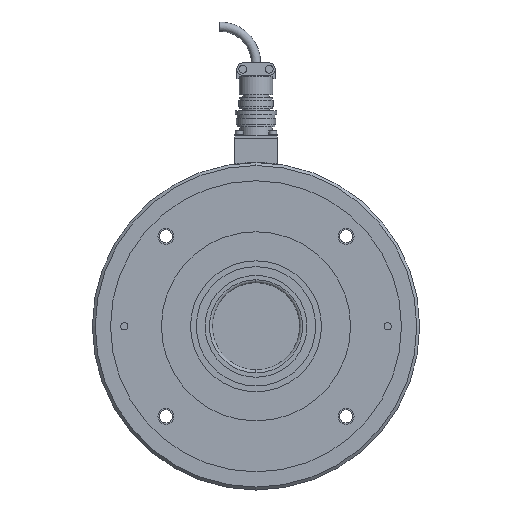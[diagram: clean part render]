
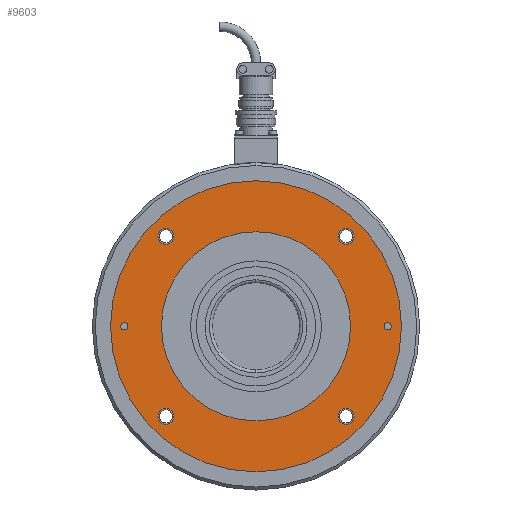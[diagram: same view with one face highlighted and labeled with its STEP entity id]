
A CAD part, left-side view. The second image highlights one B-rep face of the part: STEP entity #9603.
In plain terms, the highlighted face is planar.
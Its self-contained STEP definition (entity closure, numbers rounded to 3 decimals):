
#8953=CARTESIAN_POINT('',(3.1,100.0,0.0));
#8954=VERTEX_POINT('',#8953);
#8963=CARTESIAN_POINT('',(3.1,-100.0,0.));
#8964=VERTEX_POINT('',#8963);
#8965=CARTESIAN_POINT('',(3.1,0.0,0.0));
#8966=DIRECTION('',(1.0,0.0,0.0));
#8967=DIRECTION('',(0.0,1.0,0.0));
#8968=AXIS2_PLACEMENT_3D('',#8965,#8966,#8967);
#8969=CIRCLE('',#8968,100.0);
#8970=EDGE_CURVE('',#8964,#8954,#8969,.T.);
#9123=CARTESIAN_POINT('',(3.1,65.0,0.0));
#9124=VERTEX_POINT('',#9123);
#9140=CARTESIAN_POINT('',(3.1,-65.0,0.));
#9141=VERTEX_POINT('',#9140);
#9148=CARTESIAN_POINT('',(3.1,0.0,0.0));
#9149=DIRECTION('',(1.0,0.0,0.0));
#9150=DIRECTION('',(0.0,1.0,0.0));
#9151=AXIS2_PLACEMENT_3D('',#9148,#9149,#9150);
#9152=CIRCLE('',#9151,65.0);
#9153=EDGE_CURVE('',#9141,#9124,#9152,.T.);
#9165=CARTESIAN_POINT('',(3.1,61.872,-56.372));
#9166=VERTEX_POINT('',#9165);
#9182=CARTESIAN_POINT('',(3.1,61.872,-67.372));
#9183=VERTEX_POINT('',#9182);
#9190=CARTESIAN_POINT('',(3.1,61.872,-61.872));
#9191=DIRECTION('',(-1.0,0.0,0.0));
#9192=DIRECTION('',(0.0,0.0,1.0));
#9193=AXIS2_PLACEMENT_3D('',#9190,#9191,#9192);
#9194=CIRCLE('',#9193,5.5);
#9195=EDGE_CURVE('',#9166,#9183,#9194,.T.);
#9207=CARTESIAN_POINT('',(3.1,90.5,2.5));
#9208=VERTEX_POINT('',#9207);
#9224=CARTESIAN_POINT('',(3.1,90.5,-2.5));
#9225=VERTEX_POINT('',#9224);
#9232=CARTESIAN_POINT('',(3.1,90.5,0.));
#9233=DIRECTION('',(-1.0,0.0,0.0));
#9234=DIRECTION('',(0.0,0.0,1.0));
#9235=AXIS2_PLACEMENT_3D('',#9232,#9233,#9234);
#9236=CIRCLE('',#9235,2.5);
#9237=EDGE_CURVE('',#9208,#9225,#9236,.T.);
#9249=CARTESIAN_POINT('',(3.1,-56.372,-61.872));
#9250=VERTEX_POINT('',#9249);
#9266=CARTESIAN_POINT('',(3.1,-67.372,-61.872));
#9267=VERTEX_POINT('',#9266);
#9274=CARTESIAN_POINT('',(3.1,-61.872,-61.872));
#9275=DIRECTION('',(-1.0,0.0,0.0));
#9276=DIRECTION('',(0.0,1.0,0.0));
#9277=AXIS2_PLACEMENT_3D('',#9274,#9275,#9276);
#9278=CIRCLE('',#9277,5.5);
#9279=EDGE_CURVE('',#9250,#9267,#9278,.T.);
#9291=CARTESIAN_POINT('',(3.1,-61.872,56.372));
#9292=VERTEX_POINT('',#9291);
#9308=CARTESIAN_POINT('',(3.1,-61.872,67.372));
#9309=VERTEX_POINT('',#9308);
#9316=CARTESIAN_POINT('',(3.1,-61.872,61.872));
#9317=DIRECTION('',(-1.0,0.0,0.0));
#9318=DIRECTION('',(0.0,0.0,-1.0));
#9319=AXIS2_PLACEMENT_3D('',#9316,#9317,#9318);
#9320=CIRCLE('',#9319,5.5);
#9321=EDGE_CURVE('',#9292,#9309,#9320,.T.);
#9333=CARTESIAN_POINT('',(3.1,56.372,61.872));
#9334=VERTEX_POINT('',#9333);
#9350=CARTESIAN_POINT('',(3.1,67.372,61.872));
#9351=VERTEX_POINT('',#9350);
#9358=CARTESIAN_POINT('',(3.1,61.872,61.872));
#9359=DIRECTION('',(-1.0,0.0,0.0));
#9360=DIRECTION('',(0.0,-1.0,0.0));
#9361=AXIS2_PLACEMENT_3D('',#9358,#9359,#9360);
#9362=CIRCLE('',#9361,5.5);
#9363=EDGE_CURVE('',#9334,#9351,#9362,.T.);
#9375=CARTESIAN_POINT('',(3.1,-90.5,-2.5));
#9376=VERTEX_POINT('',#9375);
#9392=CARTESIAN_POINT('',(3.1,-90.5,2.5));
#9393=VERTEX_POINT('',#9392);
#9400=CARTESIAN_POINT('',(3.1,-90.5,0.));
#9401=DIRECTION('',(-1.0,0.0,0.0));
#9402=DIRECTION('',(0.0,0.0,-1.0));
#9403=AXIS2_PLACEMENT_3D('',#9400,#9401,#9402);
#9404=CIRCLE('',#9403,2.5);
#9405=EDGE_CURVE('',#9376,#9393,#9404,.T.);
#9416=CARTESIAN_POINT('',(3.1,-90.5,0.));
#9417=DIRECTION('',(-1.0,0.0,0.0));
#9418=DIRECTION('',(0.0,0.0,-1.0));
#9419=AXIS2_PLACEMENT_3D('',#9416,#9417,#9418);
#9420=CIRCLE('',#9419,2.5);
#9421=EDGE_CURVE('',#9393,#9376,#9420,.T.);
#9440=CARTESIAN_POINT('',(3.1,61.872,61.872));
#9441=DIRECTION('',(-1.0,0.0,0.0));
#9442=DIRECTION('',(0.0,-1.0,0.0));
#9443=AXIS2_PLACEMENT_3D('',#9440,#9441,#9442);
#9444=CIRCLE('',#9443,5.5);
#9445=EDGE_CURVE('',#9351,#9334,#9444,.T.);
#9464=CARTESIAN_POINT('',(3.1,-61.872,61.872));
#9465=DIRECTION('',(-1.0,0.0,0.0));
#9466=DIRECTION('',(0.0,0.0,-1.0));
#9467=AXIS2_PLACEMENT_3D('',#9464,#9465,#9466);
#9468=CIRCLE('',#9467,5.5);
#9469=EDGE_CURVE('',#9309,#9292,#9468,.T.);
#9488=CARTESIAN_POINT('',(3.1,-61.872,-61.872));
#9489=DIRECTION('',(-1.0,0.0,0.0));
#9490=DIRECTION('',(0.0,1.0,0.0));
#9491=AXIS2_PLACEMENT_3D('',#9488,#9489,#9490);
#9492=CIRCLE('',#9491,5.5);
#9493=EDGE_CURVE('',#9267,#9250,#9492,.T.);
#9512=CARTESIAN_POINT('',(3.1,90.5,0.));
#9513=DIRECTION('',(-1.0,0.0,0.0));
#9514=DIRECTION('',(0.0,0.0,1.0));
#9515=AXIS2_PLACEMENT_3D('',#9512,#9513,#9514);
#9516=CIRCLE('',#9515,2.5);
#9517=EDGE_CURVE('',#9225,#9208,#9516,.T.);
#9536=CARTESIAN_POINT('',(3.1,61.872,-61.872));
#9537=DIRECTION('',(-1.0,0.0,0.0));
#9538=DIRECTION('',(0.0,0.0,1.0));
#9539=AXIS2_PLACEMENT_3D('',#9536,#9537,#9538);
#9540=CIRCLE('',#9539,5.5);
#9541=EDGE_CURVE('',#9183,#9166,#9540,.T.);
#9554=CARTESIAN_POINT('',(3.1,82.5,0.0));
#9555=DIRECTION('',(1.0,0.0,0.0));
#9556=DIRECTION('',(0.0,0.0,-1.0));
#9557=AXIS2_PLACEMENT_3D('',#9554,#9555,#9556);
#9558=PLANE('',#9557);
#9559=CARTESIAN_POINT('',(3.1,0.0,0.0));
#9560=DIRECTION('',(1.0,0.0,0.0));
#9561=DIRECTION('',(0.0,1.0,0.0));
#9562=AXIS2_PLACEMENT_3D('',#9559,#9560,#9561);
#9563=CIRCLE('',#9562,100.0);
#9564=EDGE_CURVE('',#8954,#8964,#9563,.T.);
#9565=ORIENTED_EDGE('',*,*,#9564,.T.);
#9566=ORIENTED_EDGE('',*,*,#8970,.T.);
#9567=EDGE_LOOP('',(#9565,#9566));
#9568=FACE_OUTER_BOUND('',#9567,.T.);
#9569=ORIENTED_EDGE('',*,*,#9421,.T.);
#9570=ORIENTED_EDGE('',*,*,#9405,.T.);
#9571=EDGE_LOOP('',(#9569,#9570));
#9572=FACE_BOUND('',#9571,.T.);
#9573=ORIENTED_EDGE('',*,*,#9445,.T.);
#9574=ORIENTED_EDGE('',*,*,#9363,.T.);
#9575=EDGE_LOOP('',(#9573,#9574));
#9576=FACE_BOUND('',#9575,.T.);
#9577=ORIENTED_EDGE('',*,*,#9469,.T.);
#9578=ORIENTED_EDGE('',*,*,#9321,.T.);
#9579=EDGE_LOOP('',(#9577,#9578));
#9580=FACE_BOUND('',#9579,.T.);
#9581=ORIENTED_EDGE('',*,*,#9493,.T.);
#9582=ORIENTED_EDGE('',*,*,#9279,.T.);
#9583=EDGE_LOOP('',(#9581,#9582));
#9584=FACE_BOUND('',#9583,.T.);
#9585=ORIENTED_EDGE('',*,*,#9517,.T.);
#9586=ORIENTED_EDGE('',*,*,#9237,.T.);
#9587=EDGE_LOOP('',(#9585,#9586));
#9588=FACE_BOUND('',#9587,.T.);
#9589=ORIENTED_EDGE('',*,*,#9541,.T.);
#9590=ORIENTED_EDGE('',*,*,#9195,.T.);
#9591=EDGE_LOOP('',(#9589,#9590));
#9592=FACE_BOUND('',#9591,.T.);
#9593=CARTESIAN_POINT('',(3.1,0.0,0.0));
#9594=DIRECTION('',(1.0,0.0,0.0));
#9595=DIRECTION('',(0.0,1.0,0.0));
#9596=AXIS2_PLACEMENT_3D('',#9593,#9594,#9595);
#9597=CIRCLE('',#9596,65.0);
#9598=EDGE_CURVE('',#9124,#9141,#9597,.T.);
#9599=ORIENTED_EDGE('',*,*,#9598,.F.);
#9600=ORIENTED_EDGE('',*,*,#9153,.F.);
#9601=EDGE_LOOP('',(#9599,#9600));
#9602=FACE_BOUND('',#9601,.T.);
#9603=ADVANCED_FACE('',(#9568,#9572,#9576,#9580,#9584,#9588,#9592,#9602),#9558,.T.);
